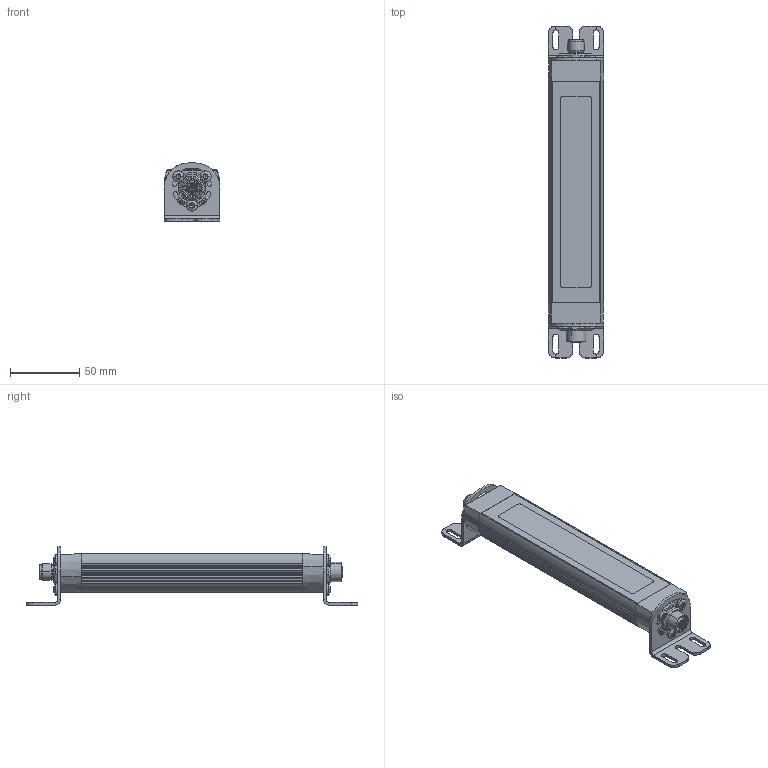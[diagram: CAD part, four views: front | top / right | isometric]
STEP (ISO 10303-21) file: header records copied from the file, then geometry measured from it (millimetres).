
FILE_DESCRIPTION(('CATIA V5 STEP Exchange','CAx-IF Rec.Pracs.--- Model Styling and Organization---1.4--- 2014-01-23'),'2;1');
FILE_NAME ('1483032-1_0', '2022-11-04T08:37:18+00:00', ('none'), ('Weidmueller'), 'CATIA Version 5-6 Release 2016 SP3 HF44', 'CATIA V5 STEP AP214', 'none');
FILE_SCHEMA(('AUTOMOTIVE_DESIGN { 1 0 10303 214 1 1 1 1 }'));
Products named in the file (1): 2899560000
Bounding box: 40.01 x 240 x 42 mm (x, y, z)
Volume: 184664.2 mm3; surface area: 52527.4 mm2
Topology: 12 solids, 12 shells, 1946 faces, 5478 edges, 3499 vertices
Faces by surface type: cylinder 758, plane 620, cone 242, bspline 216, torus 94, sphere 16
Entity records: 59005 total; most frequent: CARTESIAN_POINT 18718, ORIENTED_EDGE 10756, DIRECTION 5847, EDGE_CURVE 4344, AXIS2_PLACEMENT_3D 2957, VERTEX_POINT 2826, EDGE_LOOP 2129, ADVANCED_FACE 1946
